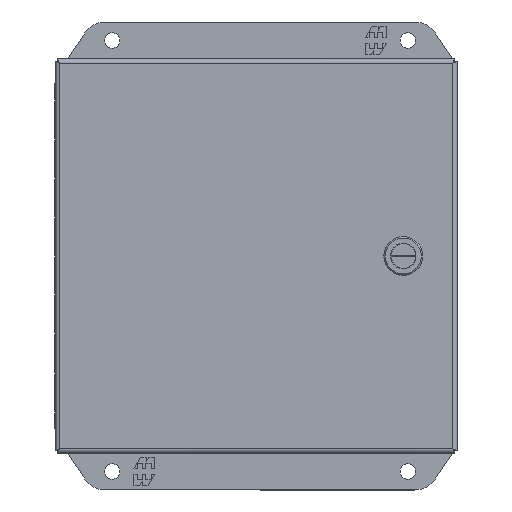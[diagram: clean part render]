
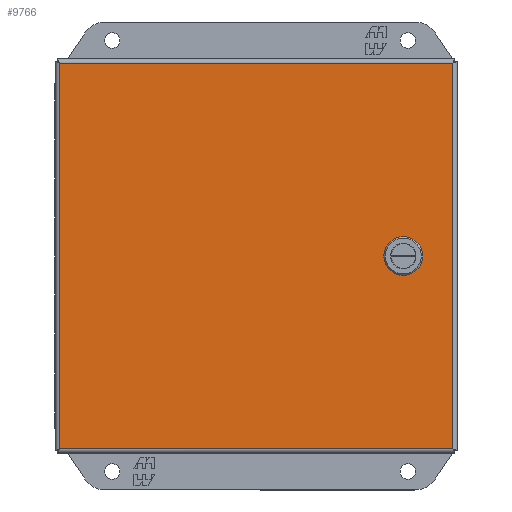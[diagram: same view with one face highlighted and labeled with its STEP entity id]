
A CAD part, front view. The second image highlights one B-rep face of the part: STEP entity #9766.
In plain terms, the highlighted planar face has unit normal (0, -1, 0).
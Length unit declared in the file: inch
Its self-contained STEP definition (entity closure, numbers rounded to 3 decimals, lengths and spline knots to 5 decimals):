
#26 = FACE_BOUND ( 'NONE', #21265, .T. ) ;
#46 = ORIENTED_EDGE ( 'NONE', *, *, #17021, .F. ) ;
#169 = DIRECTION ( 'NONE',  ( 1., 0., 0. ) ) ;
#900 = DIRECTION ( 'NONE',  ( 0., 0., 1. ) ) ;
#1020 = ORIENTED_EDGE ( 'NONE', *, *, #21489, .F. ) ;
#1174 = VECTOR ( 'NONE', #8431, 39.37008 ) ;
#1374 = CARTESIAN_POINT ( 'NONE',  ( 2.98226, -4.61133, 0.331 ) ) ;
#1600 = CARTESIAN_POINT ( 'NONE',  ( 2.57568, -4.61133, 0.07559 ) ) ;
#1964 = ORIENTED_EDGE ( 'NONE', *, *, #17379, .F. ) ;
#2045 = CARTESIAN_POINT ( 'NONE',  ( 2.83109, -4.61133, 0.331 ) ) ;
#2273 = ORIENTED_EDGE ( 'NONE', *, *, #14552, .T. ) ;
#2296 = VERTEX_POINT ( 'NONE', #5732 ) ;
#2646 = LINE ( 'NONE', #4823, #22344 ) ;
#2740 = CARTESIAN_POINT ( 'NONE',  ( 3.23768, -4.61133, 0.07559 ) ) ;
#3183 = DIRECTION ( 'NONE',  ( -1., 0., 0. ) ) ;
#3300 = VECTOR ( 'NONE', #12709, 39.37008 ) ;
#4016 = EDGE_CURVE ( 'NONE', #8717, #8088, #18188, .T. ) ;
#4416 = DIRECTION ( 'NONE',  ( -1., 0., 0. ) ) ;
#4483 = VECTOR ( 'NONE', #21511, 39.37008 ) ;
#4773 = CARTESIAN_POINT ( 'NONE',  ( -4.07332, -4.61133, -3.914 ) ) ;
#4823 = CARTESIAN_POINT ( 'NONE',  ( 2.57568, -4.61133, -0.07559 ) ) ;
#5068 = CARTESIAN_POINT ( 'NONE',  ( 2.57568, -4.61133, 0.07559 ) ) ;
#5128 = VECTOR ( 'NONE', #169, 39.37008 ) ;
#5448 = CARTESIAN_POINT ( 'NONE',  ( 2.98226, -4.61133, -0.331 ) ) ;
#5453 = LINE ( 'NONE', #12434, #10094 ) ;
#5471 = CARTESIAN_POINT ( 'NONE',  ( -4.07332, -4.61133, -3.914 ) ) ;
#5476 = VERTEX_POINT ( 'NONE', #17452 ) ;
#5724 = LINE ( 'NONE', #17993, #3300 ) ;
#5732 = CARTESIAN_POINT ( 'NONE',  ( 3.23768, -4.61133, -0.07559 ) ) ;
#6344 = ORIENTED_EDGE ( 'NONE', *, *, #9246, .F. ) ;
#6460 = VERTEX_POINT ( 'NONE', #16801 ) ;
#7112 = LINE ( 'NONE', #1600, #11293 ) ;
#7173 = LINE ( 'NONE', #14396, #11042 ) ;
#7348 = LINE ( 'NONE', #13999, #16632 ) ;
#8088 = VERTEX_POINT ( 'NONE', #13519 ) ;
#8157 = DIRECTION ( 'NONE',  ( 0., 0., -1. ) ) ;
#8414 = CARTESIAN_POINT ( 'NONE',  ( 3.91268, -4.61133, -3.914 ) ) ;
#8431 = DIRECTION ( 'NONE',  ( -0.707, 0., 0.707 ) ) ;
#8433 = ORIENTED_EDGE ( 'NONE', *, *, #22414, .T. ) ;
#8717 = VERTEX_POINT ( 'NONE', #8414 ) ;
#8875 = VECTOR ( 'NONE', #900, 39.37008 ) ;
#8898 = EDGE_LOOP ( 'NONE', ( #19060, #13768, #2273, #8433 ) ) ;
#9246 = EDGE_CURVE ( 'NONE', #12213, #11470, #17178, .T. ) ;
#9766 = ADVANCED_FACE ( 'NONE', ( #26, #13476 ), #20483, .T. ) ;
#9844 = VECTOR ( 'NONE', #13994, 39.37008 ) ;
#10094 = VECTOR ( 'NONE', #4416, 39.37008 ) ;
#10541 = VERTEX_POINT ( 'NONE', #22092 ) ;
#10646 = CARTESIAN_POINT ( 'NONE',  ( -4.07332, -4.61133, -3.914 ) ) ;
#10791 = ORIENTED_EDGE ( 'NONE', *, *, #18008, .F. ) ;
#11042 = VECTOR ( 'NONE', #14165, 39.37008 ) ;
#11293 = VECTOR ( 'NONE', #22727, 39.37008 ) ;
#11470 = VERTEX_POINT ( 'NONE', #2045 ) ;
#11745 = ORIENTED_EDGE ( 'NONE', *, *, #14524, .F. ) ;
#11747 = DIRECTION ( 'NONE',  ( 0., -1., 0. ) ) ;
#12175 = EDGE_CURVE ( 'NONE', #17785, #6460, #2646, .T. ) ;
#12213 = VERTEX_POINT ( 'NONE', #1374 ) ;
#12412 = EDGE_CURVE ( 'NONE', #6460, #19261, #5724, .T. ) ;
#12434 = CARTESIAN_POINT ( 'NONE',  ( -4.07332, -4.61133, 3.914 ) ) ;
#12709 = DIRECTION ( 'NONE',  ( 0.707, 0., -0.707 ) ) ;
#13094 = VECTOR ( 'NONE', #3183, 39.37008 ) ;
#13476 = FACE_OUTER_BOUND ( 'NONE', #8898, .T. ) ;
#13519 = CARTESIAN_POINT ( 'NONE',  ( 3.91268, -4.61133, 3.914 ) ) ;
#13768 = ORIENTED_EDGE ( 'NONE', *, *, #20726, .T. ) ;
#13994 = DIRECTION ( 'NONE',  ( 0., 0., -1. ) ) ;
#13999 = CARTESIAN_POINT ( 'NONE',  ( 3.23768, -4.61133, -0.07559 ) ) ;
#14165 = DIRECTION ( 'NONE',  ( 1., 0., 0. ) ) ;
#14221 = DIRECTION ( 'NONE',  ( 0.707, 0., 0.707 ) ) ;
#14277 = VERTEX_POINT ( 'NONE', #5448 ) ;
#14396 = CARTESIAN_POINT ( 'NONE',  ( 2.98226, -4.61133, -0.331 ) ) ;
#14512 = CARTESIAN_POINT ( 'NONE',  ( 3.91268, -4.61133, -3.914 ) ) ;
#14524 = EDGE_CURVE ( 'NONE', #11470, #17785, #7112, .T. ) ;
#14552 = EDGE_CURVE ( 'NONE', #5476, #16584, #20888, .T. ) ;
#15315 = LINE ( 'NONE', #22311, #1174 ) ;
#16270 = CARTESIAN_POINT ( 'NONE',  ( -4.07332, -4.61133, -3.914 ) ) ;
#16584 = VERTEX_POINT ( 'NONE', #16270 ) ;
#16632 = VECTOR ( 'NONE', #14221, 39.37008 ) ;
#16801 = CARTESIAN_POINT ( 'NONE',  ( 2.57568, -4.61133, -0.07559 ) ) ;
#17021 = EDGE_CURVE ( 'NONE', #19261, #14277, #7173, .T. ) ;
#17178 = LINE ( 'NONE', #17515, #13094 ) ;
#17379 = EDGE_CURVE ( 'NONE', #10541, #12213, #15315, .T. ) ;
#17452 = CARTESIAN_POINT ( 'NONE',  ( -4.07332, -4.61133, 3.914 ) ) ;
#17515 = CARTESIAN_POINT ( 'NONE',  ( 2.83109, -4.61133, 0.331 ) ) ;
#17785 = VERTEX_POINT ( 'NONE', #5068 ) ;
#17993 = CARTESIAN_POINT ( 'NONE',  ( 2.83109, -4.61133, -0.331 ) ) ;
#18008 = EDGE_CURVE ( 'NONE', #2296, #10541, #20095, .T. ) ;
#18188 = LINE ( 'NONE', #14512, #4483 ) ;
#18758 = DIRECTION ( 'NONE',  ( 0., 0., -1. ) ) ;
#19060 = ORIENTED_EDGE ( 'NONE', *, *, #4016, .T. ) ;
#19218 = CARTESIAN_POINT ( 'NONE',  ( 2.83109, -4.61133, -0.331 ) ) ;
#19261 = VERTEX_POINT ( 'NONE', #19218 ) ;
#19581 = LINE ( 'NONE', #5471, #5128 ) ;
#20095 = LINE ( 'NONE', #2740, #8875 ) ;
#20205 = ORIENTED_EDGE ( 'NONE', *, *, #12175, .F. ) ;
#20483 = PLANE ( 'NONE',  #21517 ) ;
#20726 = EDGE_CURVE ( 'NONE', #8088, #5476, #5453, .T. ) ;
#20888 = LINE ( 'NONE', #10646, #9844 ) ;
#20976 = ORIENTED_EDGE ( 'NONE', *, *, #12412, .F. ) ;
#21265 = EDGE_LOOP ( 'NONE', ( #46, #20976, #20205, #11745, #6344, #1964, #10791, #1020 ) ) ;
#21489 = EDGE_CURVE ( 'NONE', #14277, #2296, #7348, .T. ) ;
#21511 = DIRECTION ( 'NONE',  ( 0., 0., 1. ) ) ;
#21517 = AXIS2_PLACEMENT_3D ( 'NONE', #4773, #11747, #18758 ) ;
#22092 = CARTESIAN_POINT ( 'NONE',  ( 3.23768, -4.61133, 0.07559 ) ) ;
#22311 = CARTESIAN_POINT ( 'NONE',  ( 2.98226, -4.61133, 0.331 ) ) ;
#22344 = VECTOR ( 'NONE', #8157, 39.37008 ) ;
#22414 = EDGE_CURVE ( 'NONE', #16584, #8717, #19581, .T. ) ;
#22727 = DIRECTION ( 'NONE',  ( -0.707, 0., -0.707 ) ) ;
